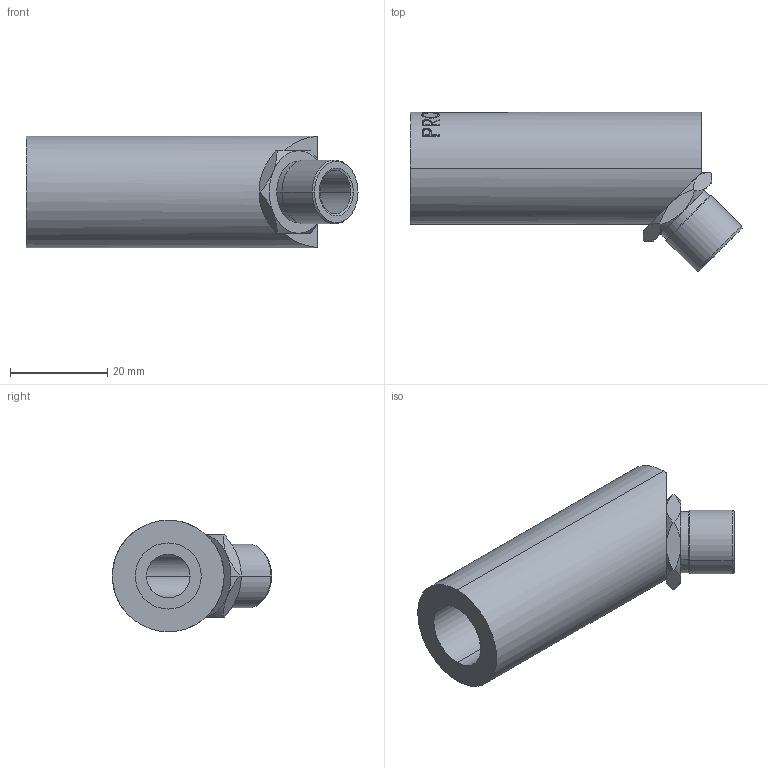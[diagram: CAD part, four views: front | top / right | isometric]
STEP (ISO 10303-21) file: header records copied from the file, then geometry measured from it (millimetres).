
FILE_DESCRIPTION (( 'STEP AP203' ), '1' );
FILE_NAME ('d5d3.STEP', '2022-08-25T20:58:53', ( '' ), ( '' ), 'SwSTEP 2.0', 'SolidWorks 2019', '' );
FILE_SCHEMA (( 'CONFIG_CONTROL_DESIGN' ));
Length unit declared in the file: millimetre
Products named in the file (1): d5d3
Bounding box: 68.36 x 32.78 x 23 mm (x, y, z)
Volume: 20969.7 mm3; surface area: 7766.3 mm2
Topology: 1 solids, 1 shells, 129 faces, 321 edges, 205 vertices
Faces by surface type: plane 46, bspline 42, cylinder 21, cone 20
Entity records: 8731 total; most frequent: CARTESIAN_POINT 5966, ORIENTED_EDGE 642, DIRECTION 414, EDGE_CURVE 321, VERTEX_POINT 205, AXIS2_PLACEMENT_3D 170, B_SPLINE_CURVE_WITH_KNOTS 160, EDGE_LOOP 142
